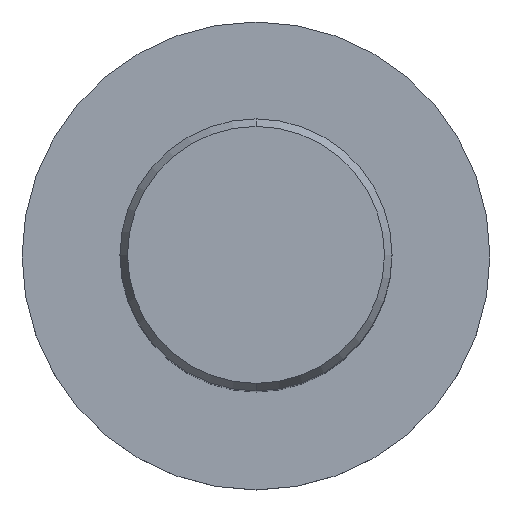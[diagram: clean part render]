
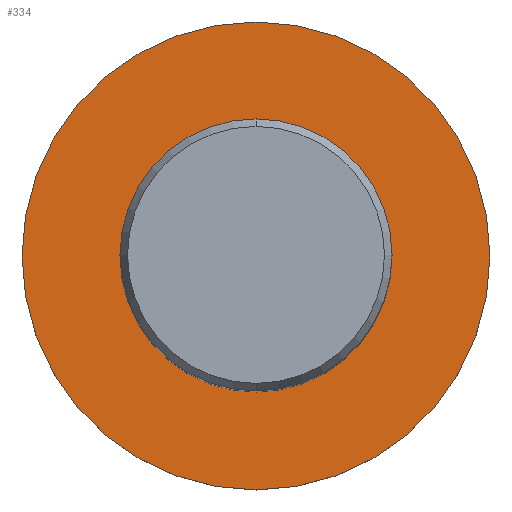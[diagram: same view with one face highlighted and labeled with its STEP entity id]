
A CAD part, top view. The second image highlights one B-rep face of the part: STEP entity #334.
In plain terms, the highlighted planar face has unit normal (0, 0, 1).
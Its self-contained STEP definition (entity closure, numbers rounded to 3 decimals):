
#192=VERTEX_POINT('',#526);
#202=VERTEX_POINT('',#538);
#216=VERTEX_POINT('',#554);
#242=EDGE_CURVE('',#202,#216,#582,.T.);
#292=EDGE_CURVE('',#216,#202,#636,.T.);
#306=EDGE_CURVE('',#192,#370,#650,.T.);
#334=ADVANCED_FACE('',(#678,#679),#680,.T.);
#370=VERTEX_POINT('',#720);
#408=EDGE_CURVE('',#370,#192,#764,.T.);
#526=CARTESIAN_POINT('',(0.,-21.5,-56.0));
#538=CARTESIAN_POINT('',(0.0,12.5,-56.0));
#554=CARTESIAN_POINT('',(0.,-12.5,-56.0));
#582=CIRCLE('',#960,12.5);
#636=CIRCLE('',#1041,12.5);
#650=CIRCLE('',#1075,21.5);
#678=FACE_BOUND('',#1166,.T.);
#679=FACE_OUTER_BOUND('',#1167,.T.);
#680=PLANE('',#1168);
#720=CARTESIAN_POINT('',(0.0,21.5,-56.0));
#764=CIRCLE('',#1334,21.5);
#960=AXIS2_PLACEMENT_3D('',#1652,#1653,#1654);
#1041=AXIS2_PLACEMENT_3D('',#1710,#1711,#1712);
#1075=AXIS2_PLACEMENT_3D('',#1718,#1719,#1720);
#1166=EDGE_LOOP('',(#1739,#1740));
#1167=EDGE_LOOP('',(#1741,#1742));
#1168=AXIS2_PLACEMENT_3D('',#1743,#1744,#1745);
#1334=AXIS2_PLACEMENT_3D('',#1856,#1857,#1858);
#1652=CARTESIAN_POINT('',(0.0,0.0,-56.0));
#1653=DIRECTION('',(-0.0,0.0,-1.0));
#1654=DIRECTION('',(0.0,1.0,0.0));
#1710=CARTESIAN_POINT('',(0.0,0.0,-56.0));
#1711=DIRECTION('',(-0.0,0.0,-1.0));
#1712=DIRECTION('',(0.0,1.0,0.0));
#1718=CARTESIAN_POINT('',(0.0,0.0,-56.0));
#1719=DIRECTION('',(0.0,0.0,-1.0));
#1720=DIRECTION('',(0.0,1.0,0.0));
#1739=ORIENTED_EDGE('',*,*,#242,.T.);
#1740=ORIENTED_EDGE('',*,*,#292,.T.);
#1741=ORIENTED_EDGE('',*,*,#408,.F.);
#1742=ORIENTED_EDGE('',*,*,#306,.F.);
#1743=CARTESIAN_POINT('',(0.0,10.75,-56.0));
#1744=DIRECTION('',(-0.0,0.0,1.0));
#1745=DIRECTION('',(0.0,-1.0,0.0));
#1856=CARTESIAN_POINT('',(0.0,0.0,-56.0));
#1857=DIRECTION('',(0.0,0.0,-1.0));
#1858=DIRECTION('',(0.0,1.0,0.0));
